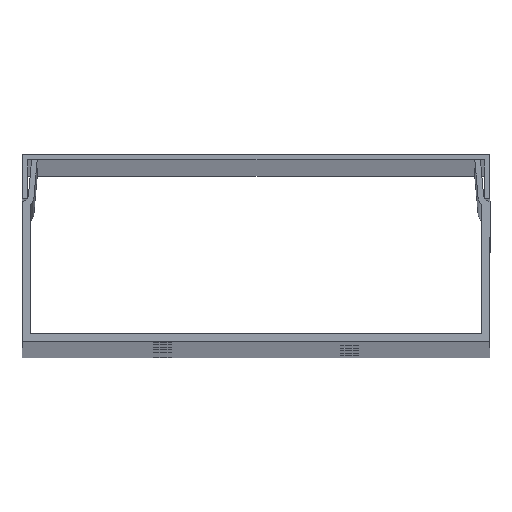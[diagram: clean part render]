
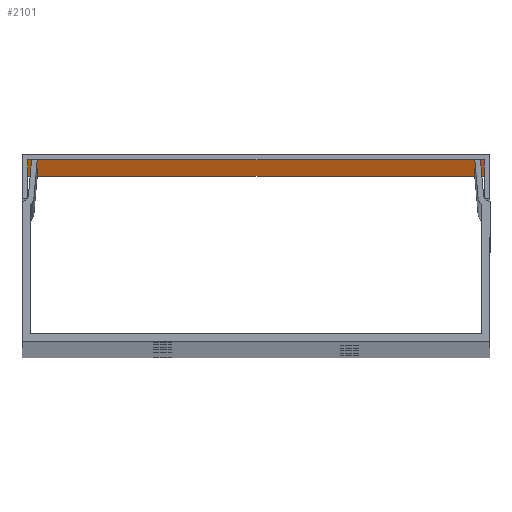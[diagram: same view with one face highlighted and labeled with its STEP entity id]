
A CAD part, top view. The second image highlights one B-rep face of the part: STEP entity #2101.
In plain terms, the highlighted planar face has unit normal (0, -1, 0).
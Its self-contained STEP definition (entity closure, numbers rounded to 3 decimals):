
#50 = EDGE_CURVE ( 'NONE', #232, #353, #1554, .T. ) ;
#70 = VECTOR ( 'NONE', #2166, 1000. ) ;
#77 = CARTESIAN_POINT ( 'NONE',  ( 48.8, 38.8, 1000. ) ) ;
#218 = VECTOR ( 'NONE', #1433, 1000. ) ;
#231 = LINE ( 'NONE', #1175, #1190 ) ;
#232 = VERTEX_POINT ( 'NONE', #957 ) ;
#322 = EDGE_LOOP ( 'NONE', ( #2164, #1266, #1926, #855 ) ) ;
#353 = VERTEX_POINT ( 'NONE', #1830 ) ;
#395 = CARTESIAN_POINT ( 'NONE',  ( -48.8, 38.8, -1000. ) ) ;
#402 = DIRECTION ( 'NONE',  ( 0., -1., 0. ) ) ;
#636 = EDGE_CURVE ( 'NONE', #232, #1573, #2120, .T. ) ;
#708 = CARTESIAN_POINT ( 'NONE',  ( -48.8, 38.8, -1000. ) ) ;
#799 = VERTEX_POINT ( 'NONE', #1502 ) ;
#855 = ORIENTED_EDGE ( 'NONE', *, *, #636, .T. ) ;
#957 = CARTESIAN_POINT ( 'NONE',  ( -48.8, 38.8, -1000. ) ) ;
#1031 = DIRECTION ( 'NONE',  ( 0., 0., 1. ) ) ;
#1148 = DIRECTION ( 'NONE',  ( 0., 0., 1. ) ) ;
#1175 = CARTESIAN_POINT ( 'NONE',  ( 48.8, 38.8, -1000. ) ) ;
#1190 = VECTOR ( 'NONE', #1031, 1000. ) ;
#1198 = AXIS2_PLACEMENT_3D ( 'NONE', #2268, #402, #2176 ) ;
#1253 = CARTESIAN_POINT ( 'NONE',  ( 48.8, 38.8, -1000. ) ) ;
#1266 = ORIENTED_EDGE ( 'NONE', *, *, #1461, .F. ) ;
#1433 = DIRECTION ( 'NONE',  ( 1., 0., 0. ) ) ;
#1461 = EDGE_CURVE ( 'NONE', #353, #799, #2207, .T. ) ;
#1502 = CARTESIAN_POINT ( 'NONE',  ( 48.8, 38.8, 1000. ) ) ;
#1503 = VECTOR ( 'NONE', #1148, 1000. ) ;
#1554 = LINE ( 'NONE', #395, #1503 ) ;
#1573 = VERTEX_POINT ( 'NONE', #1253 ) ;
#1830 = CARTESIAN_POINT ( 'NONE',  ( -48.8, 38.8, 1000. ) ) ;
#1833 = EDGE_CURVE ( 'NONE', #1573, #799, #231, .T. ) ;
#1905 = PLANE ( 'NONE',  #1198 ) ;
#1926 = ORIENTED_EDGE ( 'NONE', *, *, #50, .F. ) ;
#2009 = FACE_OUTER_BOUND ( 'NONE', #322, .T. ) ;
#2101 = ADVANCED_FACE ( 'NONE', ( #2009 ), #1905, .T. ) ;
#2120 = LINE ( 'NONE', #708, #218 ) ;
#2164 = ORIENTED_EDGE ( 'NONE', *, *, #1833, .T. ) ;
#2166 = DIRECTION ( 'NONE',  ( 1., 0., 0. ) ) ;
#2176 = DIRECTION ( 'NONE',  ( 1., 0., 0. ) ) ;
#2207 = LINE ( 'NONE', #77, #70 ) ;
#2268 = CARTESIAN_POINT ( 'NONE',  ( 48.8, 38.8, -1000. ) ) ;
